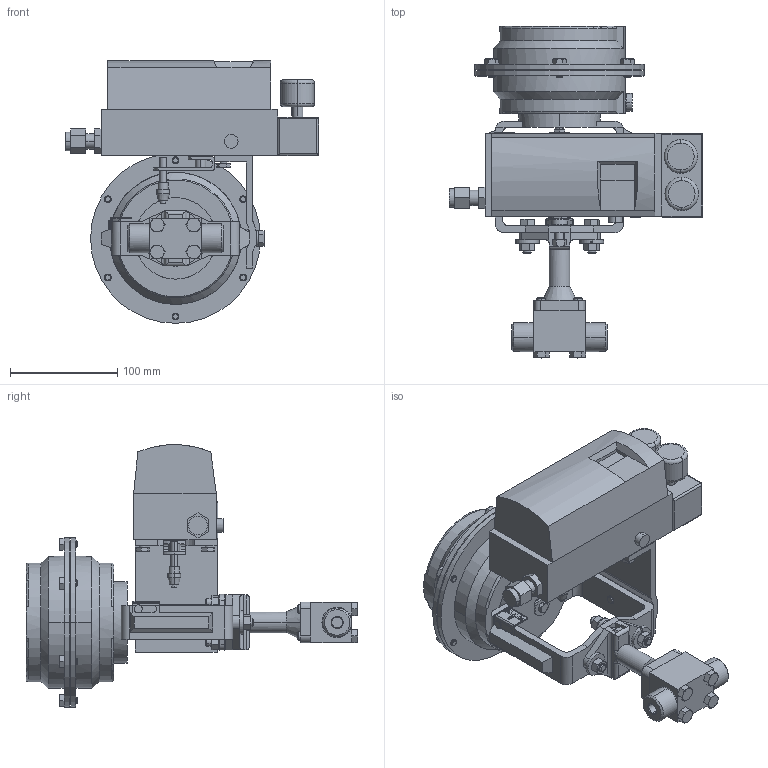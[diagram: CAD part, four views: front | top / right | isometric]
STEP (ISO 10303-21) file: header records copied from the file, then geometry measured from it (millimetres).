
FILE_DESCRIPTION (( 'STEP AP203' ), '1' );
FILE_NAME ('708SP-025-CB+HC+SB+CS+S6-TN-14M-16IQ.STEP', '2017-09-14T11:29:23', ( '' ), ( '' ), 'SwSTEP 2.0', 'SolidWorks 2014', '' );
FILE_SCHEMA (( 'CONFIG_CONTROL_DESIGN' ));
Products named in the file (1): 708SP-025-CB+HC+SB+CS+S6-TN-14M-16IQ
Bounding box: 236.54 x 310.13 x 245.46 mm (x, y, z)
Volume: 2568069.4 mm3; surface area: 248992.2 mm2
Topology: 3 solids, 3 shells, 997 faces, 2445 edges, 1517 vertices
Faces by surface type: plane 473, cone 219, cylinder 201, bspline 70, torus 32, sphere 2
Entity records: 37111 total; most frequent: CARTESIAN_POINT 14355, ORIENTED_EDGE 4866, DIRECTION 4443, EDGE_CURVE 2433, AXIS2_PLACEMENT_3D 1606, VERTEX_POINT 1517, LINE 1231, VECTOR 1231
